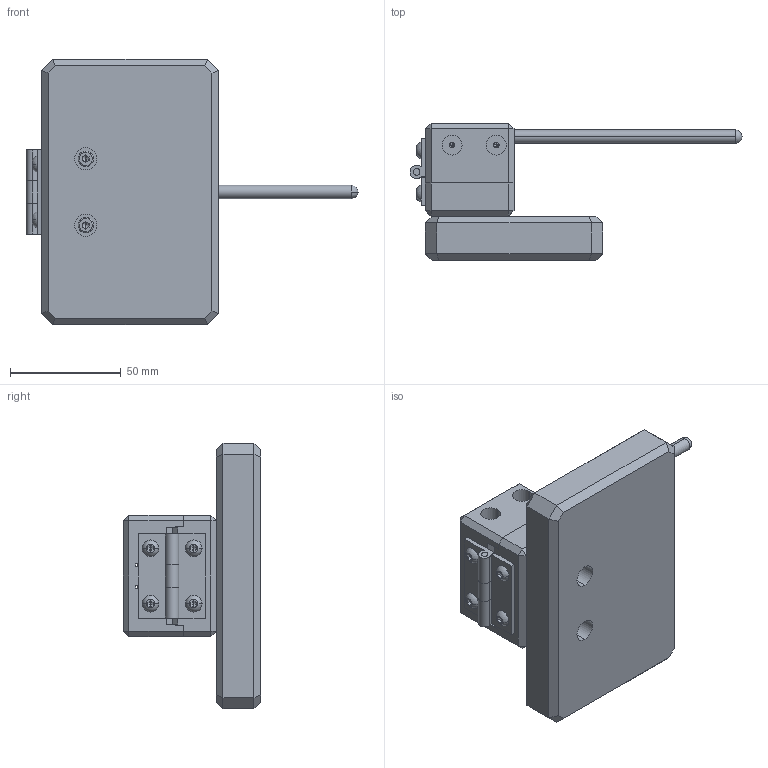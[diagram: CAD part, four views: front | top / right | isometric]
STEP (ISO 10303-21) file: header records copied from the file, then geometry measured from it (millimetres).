
FILE_DESCRIPTION (( 'STEP AP214' ), '1' );
FILE_NAME ('15mm球囊-定尺工装总装.STEP', '2021-08-25T02:54:23', ( '' ), ( '' ), 'SwSTEP 2.0', 'SolidWorks 2021', '' );
FILE_SCHEMA (( 'AUTOMOTIVE_DESIGN' ));
Length unit declared in the file: millimetre
Products named in the file (13): 15mm球囊-下板; 磁珜种粣; 菁啣; 磁珜1; 磁珜; 絮え; 磁珜2; hex socket set screws with flat point gb_GB_FASTENER_SCREWS_HSFP M3X5-S; 15mm球囊-定尺工装总装; hexagon socket button head screws gb_GB_SOCKET_TYPE7 M4X8-S; hexagon socket head cap screws gb_PreviewCfg; 忒梟; 15mm球囊-上板
Assembly tree (20 placements, depth 3):
  15mm球囊-定尺工装总装
    菁啣
    15mm球囊-下板
    15mm球囊-上板
    忒梟
    磁珜
      磁珜1
      磁珜2
      磁珜种粣
    絮え  x2
    hex socket set screws with flat point gb_GB_FASTENER_SCREWS_HSFP M3X5-S  x4
    hexagon socket button head screws gb_GB_SOCKET_TYPE7 M4X8-S  x4
    hexagon socket head cap screws gb_PreviewCfg  x2
Bounding box: 150 x 62 x 120 mm (x, y, z)
Volume: 278151.5 mm3; surface area: 60560.8 mm2
Topology: 19 solids, 19 shells, 1771 faces, 4059 edges, 2342 vertices
Faces by surface type: cone 662, plane 577, cylinder 420, bspline 98, sphere 10, torus 4
Entity records: 35719 total; most frequent: CARTESIAN_POINT 12003, ORIENTED_EDGE 4898, DIRECTION 4511, EDGE_CURVE 2449, VECTOR 1697, LINE 1697, VERTEX_POINT 1515, AXIS2_PLACEMENT_3D 1407
